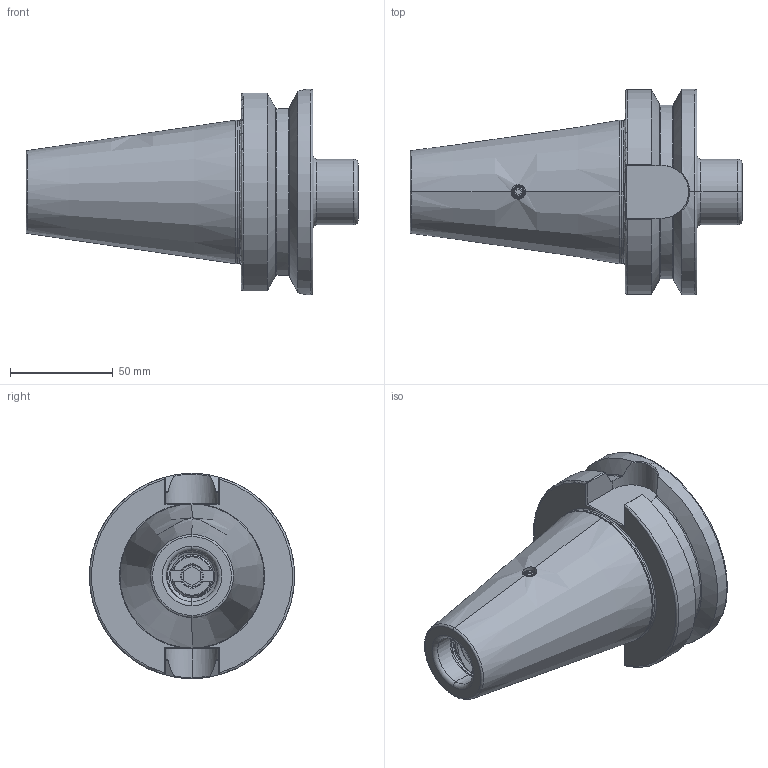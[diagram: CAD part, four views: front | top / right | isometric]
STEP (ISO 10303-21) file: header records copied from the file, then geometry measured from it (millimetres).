
FILE_DESCRIPTION (( 'STEP AP203' ), '1' );
FILE_NAME ('505.08.02.STEP', '2016-11-26T01:12:19', ( '' ), ( '' ), 'SwSTEP 2.0', 'SolidWorks 2012', '' );
FILE_SCHEMA (( 'CONFIG_CONTROL_DESIGN' ));
Length unit declared in the file: millimetre
Products named in the file (5): 505.08.02; 2-41371006AF_M24xP3_12L; 102.08.022_M10xP1.5-45L; 2-02.000.0060100C2_M6xP01-10L
Assembly tree (4 placements, depth 2):
  505.08.02
    505.08.02
    102.08.022_M10xP1.5-45L
    2-41371006AF_M24xP3_12L
    2-02.000.0060100C2_M6xP01-10L
Bounding box: 161.8 x 100 x 100 mm (x, y, z)
Volume: 473670.2 mm3; surface area: 63779.4 mm2
Topology: 4 solids, 4 shells, 332 faces, 903 edges, 582 vertices
Faces by surface type: cylinder 151, plane 73, cone 40, bspline 36, torus 32
Entity records: 31709 total; most frequent: CARTESIAN_POINT 23994, ORIENTED_EDGE 1802, DIRECTION 1207, EDGE_CURVE 901, VERTEX_POINT 582, AXIS2_PLACEMENT_3D 465, EDGE_LOOP 345, FACE_OUTER_BOUND 332
